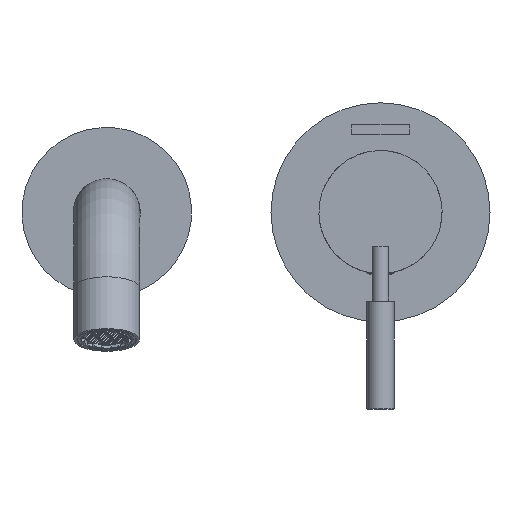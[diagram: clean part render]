
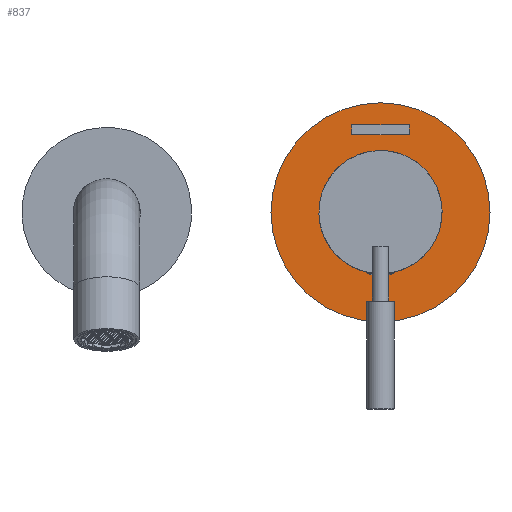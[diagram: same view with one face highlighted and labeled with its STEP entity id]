
A CAD part, top view. The second image highlights one B-rep face of the part: STEP entity #837.
In plain terms, the highlighted planar face has unit normal (0, 0, 1).
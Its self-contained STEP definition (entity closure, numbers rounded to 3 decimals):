
#87 = CARTESIAN_POINT ( 'NONE',  ( -33.675, -3.714, 68.5 ) ) ;
#226 = ORIENTED_EDGE ( 'NONE', *, *, #30288, .T. ) ;
#772 = AXIS2_PLACEMENT_3D ( 'NONE', #31619, #13953, #25227 ) ;
#837 = ADVANCED_FACE ( 'NONE', ( #9425, #23840, #17631 ), #18201, .F. ) ;
#962 = DIRECTION ( 'NONE',  ( 0., -1., 0. ) ) ;
#3940 = DIRECTION ( 'NONE',  ( 0., 1., 0. ) ) ;
#6240 = CARTESIAN_POINT ( 'NONE',  ( -12.425, -3.714, 68.5 ) ) ;
#6512 = DIRECTION ( 'NONE',  ( -1., 0., 0. ) ) ;
#7634 = AXIS2_PLACEMENT_3D ( 'NONE', #87, #21302, #6512 ) ;
#8099 = VECTOR ( 'NONE', #962, 1000. ) ;
#8183 = VERTEX_POINT ( 'NONE', #34241 ) ;
#9425 = FACE_BOUND ( 'NONE', #21863, .T. ) ;
#10154 = CARTESIAN_POINT ( 'NONE',  ( -44.175, -3.714, 68.5 ) ) ;
#10291 = VECTOR ( 'NONE', #11443, 1000. ) ;
#10696 = DIRECTION ( 'NONE',  ( 0., 0., 1. ) ) ;
#11443 = DIRECTION ( 'NONE',  ( 1., 0., 0. ) ) ;
#11909 = ORIENTED_EDGE ( 'NONE', *, *, #16525, .F. ) ;
#12603 = CARTESIAN_POINT ( 'NONE',  ( -33.675, 24.686, 68.5 ) ) ;
#12628 = VERTEX_POINT ( 'NONE', #28333 ) ;
#13701 = EDGE_CURVE ( 'NONE', #37484, #15625, #19213, .T. ) ;
#13953 = DIRECTION ( 'NONE',  ( 0., 0., -1. ) ) ;
#15259 = ORIENTED_EDGE ( 'NONE', *, *, #25853, .T. ) ;
#15598 = VERTEX_POINT ( 'NONE', #36570 ) ;
#15625 = VERTEX_POINT ( 'NONE', #25045 ) ;
#15925 = DIRECTION ( 'NONE',  ( -1., 0., 0. ) ) ;
#16525 = EDGE_CURVE ( 'NONE', #17938, #17938, #31934, .T. ) ;
#16552 = CARTESIAN_POINT ( 'NONE',  ( -33.675, -3.714, 68.5 ) ) ;
#16609 = EDGE_CURVE ( 'NONE', #15625, #12628, #24751, .T. ) ;
#17631 = FACE_OUTER_BOUND ( 'NONE', #28487, .T. ) ;
#17938 = VERTEX_POINT ( 'NONE', #6240 ) ;
#18201 = PLANE ( 'NONE',  #7634 ) ;
#18933 = VECTOR ( 'NONE', #3940, 1000. ) ;
#19213 = LINE ( 'NONE', #12603, #28851 ) ;
#21302 = DIRECTION ( 'NONE',  ( 0., 0., -1. ) ) ;
#21863 = EDGE_LOOP ( 'NONE', ( #30613, #27023, #15259, #226 ) ) ;
#22566 = DIRECTION ( 'NONE',  ( 1., 0., 0. ) ) ;
#22622 = AXIS2_PLACEMENT_3D ( 'NONE', #16552, #10696, #22566 ) ;
#23840 = FACE_BOUND ( 'NONE', #30339, .T. ) ;
#24751 = LINE ( 'NONE', #10154, #18933 ) ;
#25045 = CARTESIAN_POINT ( 'NONE',  ( -44.175, 24.686, 68.5 ) ) ;
#25227 = DIRECTION ( 'NONE',  ( -1., 0., 0. ) ) ;
#25853 = EDGE_CURVE ( 'NONE', #12628, #8183, #31684, .T. ) ;
#27023 = ORIENTED_EDGE ( 'NONE', *, *, #16609, .T. ) ;
#27596 = CARTESIAN_POINT ( 'NONE',  ( -23.175, -3.714, 68.5 ) ) ;
#28322 = ORIENTED_EDGE ( 'NONE', *, *, #36696, .F. ) ;
#28333 = CARTESIAN_POINT ( 'NONE',  ( -44.175, 28.286, 68.5 ) ) ;
#28487 = EDGE_LOOP ( 'NONE', ( #28322 ) ) ;
#28851 = VECTOR ( 'NONE', #15925, 1000. ) ;
#29339 = CIRCLE ( 'NONE', #772, 40. ) ;
#30288 = EDGE_CURVE ( 'NONE', #8183, #37484, #30305, .T. ) ;
#30305 = LINE ( 'NONE', #27596, #8099 ) ;
#30339 = EDGE_LOOP ( 'NONE', ( #11909 ) ) ;
#30613 = ORIENTED_EDGE ( 'NONE', *, *, #13701, .T. ) ;
#31619 = CARTESIAN_POINT ( 'NONE',  ( -33.675, -3.714, 68.5 ) ) ;
#31684 = LINE ( 'NONE', #34602, #10291 ) ;
#31934 = CIRCLE ( 'NONE', #22622, 21.25 ) ;
#34241 = CARTESIAN_POINT ( 'NONE',  ( -23.175, 28.286, 68.5 ) ) ;
#34602 = CARTESIAN_POINT ( 'NONE',  ( -33.675, 28.286, 68.5 ) ) ;
#36570 = CARTESIAN_POINT ( 'NONE',  ( -73.675, -3.714, 68.5 ) ) ;
#36696 = EDGE_CURVE ( 'NONE', #15598, #15598, #29339, .T. ) ;
#36987 = CARTESIAN_POINT ( 'NONE',  ( -23.175, 24.686, 68.5 ) ) ;
#37484 = VERTEX_POINT ( 'NONE', #36987 ) ;
